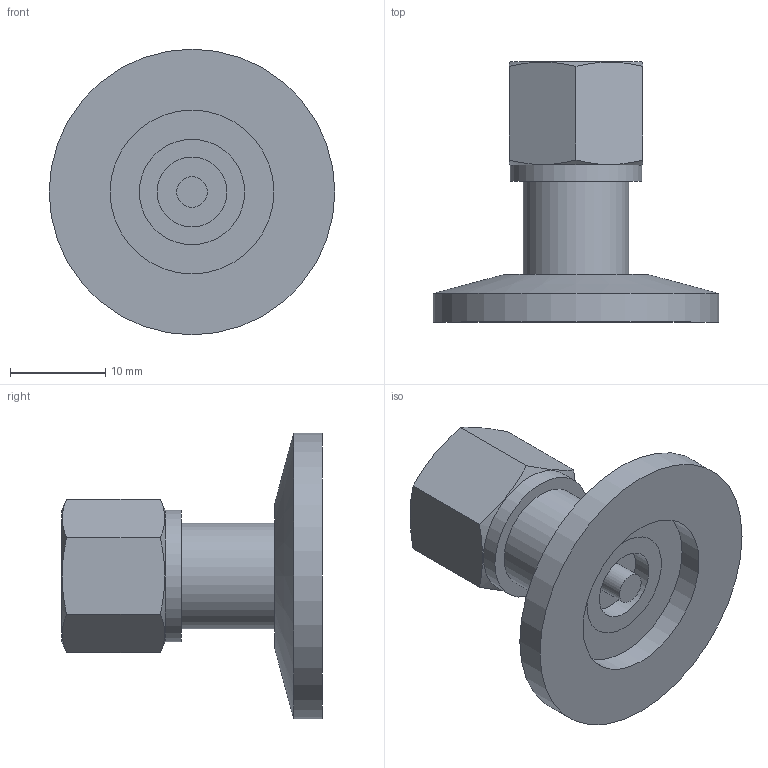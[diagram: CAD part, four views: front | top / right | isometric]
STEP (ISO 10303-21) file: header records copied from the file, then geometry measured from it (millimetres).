
FILE_DESCRIPTION(/* description */ (''),/* implementation_level */ '2;1');
FILE_NAME(/* name */ 'PRV-1BAR-16KF.stp',/* time_stamp */ '2018-05-15T15:44:27+01:00',/* author */ ('paul'),/* organization */ (''),/* preprocessor_version */ 'ST-DEVELOPER v17',/* originating_system */ 'Autodesk Inventor 2018',/* authorisation */ '');
FILE_SCHEMA (('AUTOMOTIVE_DESIGN { 1 0 10303 214 3 1 1 }'));
Length unit declared in the file: millimetre
Products named in the file (3): PRV-1BAR-16KF; FL-16KF; Weldable Valve
Assembly tree (2 placements, depth 2):
  PRV-1BAR-16KF
    FL-16KF
    Weldable Valve
Bounding box: 30 x 27.35 x 30 mm (x, y, z)
Volume: 5299.3 mm3; surface area: 3251 mm2
Topology: 2 solids, 2 shells, 32 faces, 71 edges, 49 vertices
Faces by surface type: plane 16, cylinder 8, cone 8
Full cylindrical faces by diameter (mm): 3.232 x1, 7.34 x1, 8.5 x1, 11.06 x2, 13.8 x1, 17.2 x1, 30 x1
Entity records: 1007 total; most frequent: CARTESIAN_POINT 181, DIRECTION 170, ORIENTED_EDGE 142, AXIS2_PLACEMENT_3D 74, EDGE_CURVE 71, VERTEX_POINT 49, EDGE_LOOP 40, CIRCLE 37
